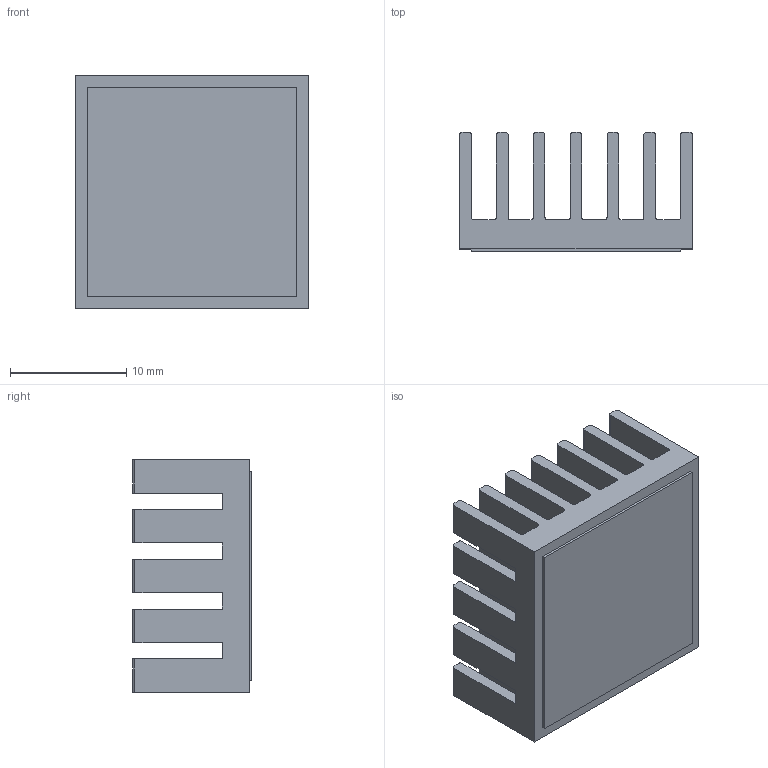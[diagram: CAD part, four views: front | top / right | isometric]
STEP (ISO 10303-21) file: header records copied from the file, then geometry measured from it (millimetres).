
FILE_DESCRIPTION((''),'2;1');
FILE_NAME('40906112102020_ASM','2025-12-15T15:22:08',('ITadmin'),(''),'CREO PARAMETRIC BY PTC INC, 2018050','CREO PARAMETRIC BY PTC INC, 2018050','');
FILE_SCHEMA(('CONFIG_CONTROL_DESIGN'));
Length unit declared in the file: millimetre
Products named in the file (3): PAD_1; 40906110102020_ASM_1_ASM; 40906112102020_ASM
Assembly tree (2 placements, depth 3):
  40906112102020_ASM
    40906110102020_ASM_1_ASM
      PAD_1
Bounding box: 20 x 10.2 x 20 mm (x, y, z)
Volume: 64.8 mm3; surface area: 3696.9 mm2
Topology: 1 solids, 2 shells, 278 faces, 822 edges, 548 vertices
Faces by surface type: plane 148, cylinder 130
Entity records: 9444 total; most frequent: CARTESIAN_POINT 1655, DIRECTION 1652, ORIENTED_EDGE 1644, EDGE_CURVE 822, VECTOR 562, LINE 562, VERTEX_POINT 548, AXIS2_PLACEMENT_3D 545
